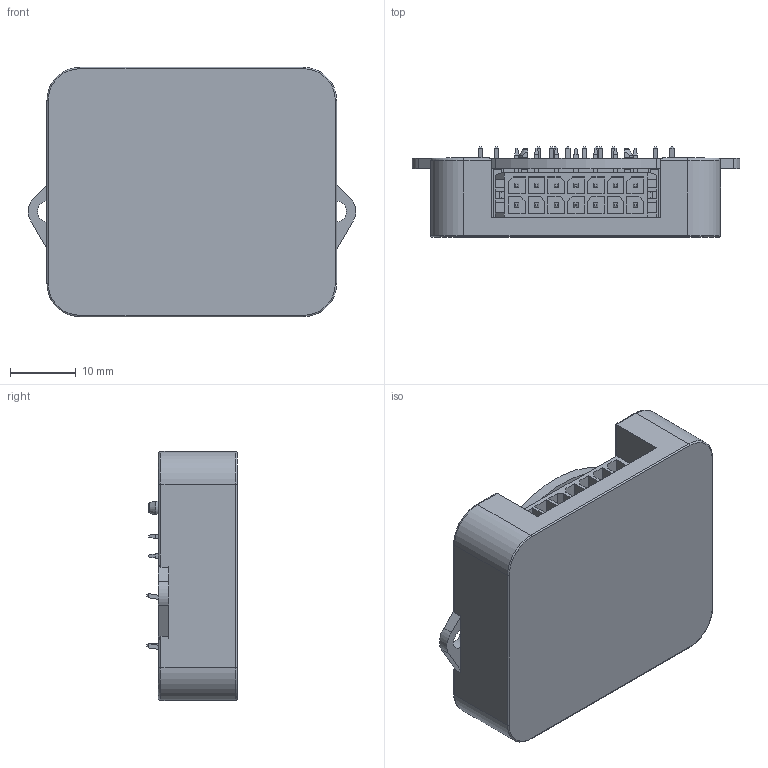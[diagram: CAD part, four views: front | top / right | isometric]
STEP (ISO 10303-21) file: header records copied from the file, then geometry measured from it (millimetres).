
FILE_DESCRIPTION(/* description */ (''),/* implementation_level */ '2;1');
FILE_NAME(/* name */ 'Toolhead_PCB_soldering_tool.step',/* time_stamp */ '2022-01-17T20:10:59+02:00',/* author */ (''),/* organization */ (''),/* preprocessor_version */ 'ST-DEVELOPER v18.1',/* originating_system */ 'Autodesk Translation Framework v10.10.0.1391',/* authorisation */ '');
FILE_SCHEMA (('AUTOMOTIVE_DESIGN { 1 0 10303 214 3 1 1 }'));
Length unit declared in the file: millimetre
Products named in the file (10): Toolhead_PCB_soldering_tool; Toolhead_PCB; 430451400; SOLID (1); JST_XH_B2B-XH-A_1x02_P2.50mm_Vertical; SOLID; JST_XH_B4B-XH-A_1x04_P2.50mm_Vertical; SOLID (2); COMPOUND; Soldering tool
Assembly tree (14 placements, depth 4):
  Toolhead_PCB_soldering_tool
    Toolhead_PCB
      JST_XH_B2B-XH-A_1x02_P2.50mm_Vertical  x6
        SOLID
      430451400
        SOLID (1)
      JST_XH_B4B-XH-A_1x04_P2.50mm_Vertical
        SOLID (2)
      COMPOUND
    Soldering tool
Bounding box: 49.84 x 13.75 x 37.92 mm (x, y, z)
Volume: 15983.2 mm3; surface area: 14731.2 mm2
Topology: 10 solids, 10 shells, 1420 faces, 3683 edges, 2355 vertices
Faces by surface type: plane 1310, cylinder 96, torus 12, cone 2
Full cylindrical faces by diameter (mm): 0.95 x4, 1 x12, 1.02 x14, 3 x2, 3.2 x2
Entity records: 29349 total; most frequent: CARTESIAN_POINT 5070, ORIENTED_EDGE 4976, DIRECTION 4646, EDGE_CURVE 2488, LINE 2320, VECTOR 2320, VERTEX_POINT 1575, AXIS2_PLACEMENT_3D 1163
